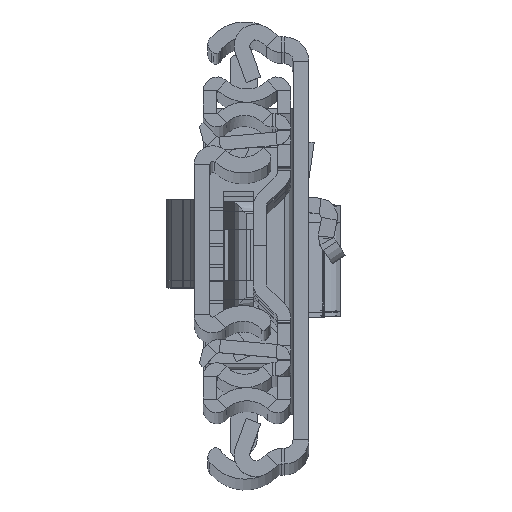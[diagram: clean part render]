
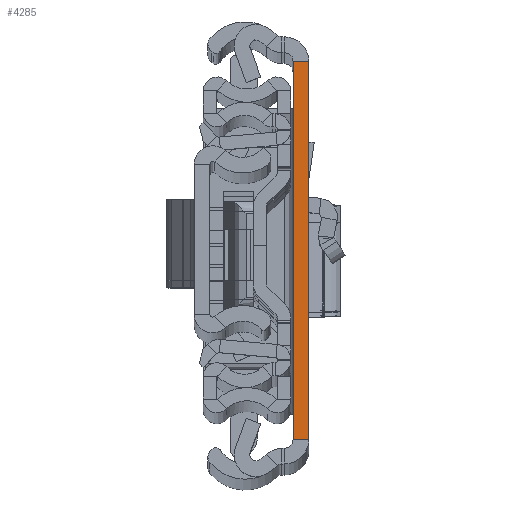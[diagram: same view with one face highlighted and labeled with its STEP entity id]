
A CAD part, top view. The second image highlights one B-rep face of the part: STEP entity #4285.
In plain terms, the highlighted planar face has unit normal (0, 0, 1).
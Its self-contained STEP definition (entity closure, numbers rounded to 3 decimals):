
#161 = EDGE_CURVE ( 'NONE', #5371, #3014, #6878, .T. ) ;
#165 = VECTOR ( 'NONE', #13098, 1000. ) ;
#249 = FACE_OUTER_BOUND ( 'NONE', #9838, .T. ) ;
#1280 = CARTESIAN_POINT ( 'NONE',  ( 2.6, -31.5, 0. ) ) ;
#1609 = AXIS2_PLACEMENT_3D ( 'NONE', #4765, #15323, #15225 ) ;
#2525 = VECTOR ( 'NONE', #14869, 1000. ) ;
#2707 = ORIENTED_EDGE ( 'NONE', *, *, #161, .T. ) ;
#3014 = VERTEX_POINT ( 'NONE', #17900 ) ;
#3130 = ORIENTED_EDGE ( 'NONE', *, *, #4966, .F. ) ;
#4285 = ADVANCED_FACE ( 'NONE', ( #249 ), #9284, .F. ) ;
#4765 = CARTESIAN_POINT ( 'NONE',  ( 2.6, -31.5, 0. ) ) ;
#4966 = EDGE_CURVE ( 'NONE', #7184, #14023, #18047, .T. ) ;
#4977 = DIRECTION ( 'NONE',  ( 1., 0., 0. ) ) ;
#5004 = CARTESIAN_POINT ( 'NONE',  ( 0., 31.5, 0. ) ) ;
#5371 = VERTEX_POINT ( 'NONE', #7705 ) ;
#6878 = LINE ( 'NONE', #7085, #165 ) ;
#7085 = CARTESIAN_POINT ( 'NONE',  ( 2.6, -31.5, 0. ) ) ;
#7184 = VERTEX_POINT ( 'NONE', #8344 ) ;
#7705 = CARTESIAN_POINT ( 'NONE',  ( 2.6, -31.5, 0. ) ) ;
#7747 = ORIENTED_EDGE ( 'NONE', *, *, #15917, .F. ) ;
#8231 = VECTOR ( 'NONE', #4977, 1000. ) ;
#8344 = CARTESIAN_POINT ( 'NONE',  ( 0., -31.5, 0. ) ) ;
#9284 = PLANE ( 'NONE',  #1609 ) ;
#9838 = EDGE_LOOP ( 'NONE', ( #7747, #3130, #11303, #2707 ) ) ;
#10713 = CARTESIAN_POINT ( 'NONE',  ( 0., -31.5, 0. ) ) ;
#11303 = ORIENTED_EDGE ( 'NONE', *, *, #12347, .T. ) ;
#12206 = VECTOR ( 'NONE', #14989, 1000. ) ;
#12347 = EDGE_CURVE ( 'NONE', #7184, #5371, #16255, .T. ) ;
#12469 = CARTESIAN_POINT ( 'NONE',  ( 2.6, 31.5, 0. ) ) ;
#13098 = DIRECTION ( 'NONE',  ( 0., 1., 0. ) ) ;
#14023 = VERTEX_POINT ( 'NONE', #5004 ) ;
#14869 = DIRECTION ( 'NONE',  ( 1., 0., 0. ) ) ;
#14989 = DIRECTION ( 'NONE',  ( 0., 1., 0. ) ) ;
#15225 = DIRECTION ( 'NONE',  ( 0., 1., 0. ) ) ;
#15323 = DIRECTION ( 'NONE',  ( 0., 0., -1. ) ) ;
#15727 = LINE ( 'NONE', #12469, #8231 ) ;
#15917 = EDGE_CURVE ( 'NONE', #14023, #3014, #15727, .T. ) ;
#16255 = LINE ( 'NONE', #1280, #2525 ) ;
#17900 = CARTESIAN_POINT ( 'NONE',  ( 2.6, 31.5, 0. ) ) ;
#18047 = LINE ( 'NONE', #10713, #12206 ) ;
